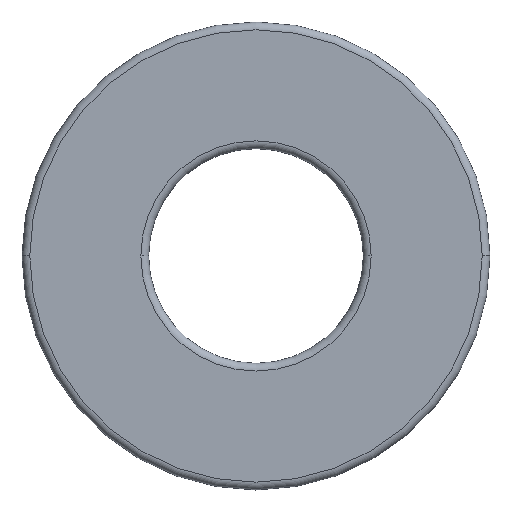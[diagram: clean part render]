
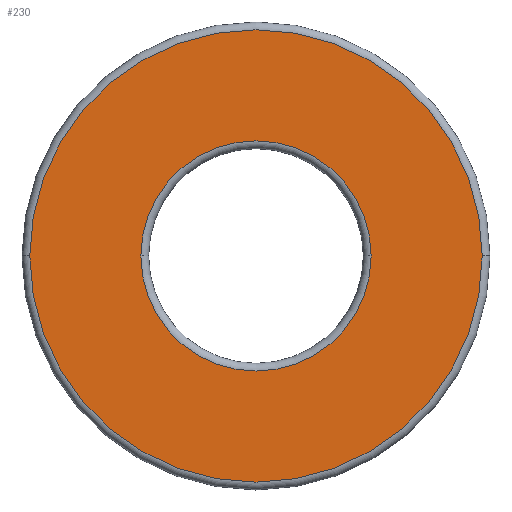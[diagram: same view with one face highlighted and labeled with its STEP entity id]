
A CAD part, top view. The second image highlights one B-rep face of the part: STEP entity #230.
In plain terms, the highlighted planar face has unit normal (0, 0, 1).
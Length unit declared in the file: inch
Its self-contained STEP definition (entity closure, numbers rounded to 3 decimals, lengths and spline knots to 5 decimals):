
#5 = CIRCLE ( 'NONE', #306, 0.3625 ) ;
#7 = EDGE_CURVE ( 'NONE', #300, #227, #5, .T. ) ;
#9 = ORIENTED_EDGE ( 'NONE', *, *, #7, .T. ) ;
#24 = AXIS2_PLACEMENT_3D ( 'NONE', #157, #316, #39 ) ;
#33 = CARTESIAN_POINT ( 'NONE',  ( 0., 0., 0.025 ) ) ;
#34 = DIRECTION ( 'NONE',  ( 1., 0., 0. ) ) ;
#39 = DIRECTION ( 'NONE',  ( 1., 0., 0. ) ) ;
#51 = FACE_BOUND ( 'NONE', #78, .T. ) ;
#75 = EDGE_CURVE ( 'NONE', #111, #304, #250, .T. ) ;
#78 = EDGE_LOOP ( 'NONE', ( #315, #274 ) ) ;
#108 = EDGE_CURVE ( 'NONE', #227, #300, #337, .T. ) ;
#111 = VERTEX_POINT ( 'NONE', #201 ) ;
#115 = CIRCLE ( 'NONE', #172, 0.1845 ) ;
#125 = FACE_OUTER_BOUND ( 'NONE', #245, .T. ) ;
#141 = EDGE_CURVE ( 'NONE', #304, #111, #115, .T. ) ;
#148 = DIRECTION ( 'NONE',  ( 1., 0., 0. ) ) ;
#152 = DIRECTION ( 'NONE',  ( 0., 0., 1. ) ) ;
#157 = CARTESIAN_POINT ( 'NONE',  ( 0., 0., 0.025 ) ) ;
#165 = AXIS2_PLACEMENT_3D ( 'NONE', #33, #231, #258 ) ;
#172 = AXIS2_PLACEMENT_3D ( 'NONE', #259, #202, #34 ) ;
#185 = CARTESIAN_POINT ( 'NONE',  ( 0., 0., 0.025 ) ) ;
#186 = AXIS2_PLACEMENT_3D ( 'NONE', #318, #290, #148 ) ;
#201 = CARTESIAN_POINT ( 'NONE',  ( -0.1845, 0., 0.025 ) ) ;
#202 = DIRECTION ( 'NONE',  ( 0., 0., -1. ) ) ;
#227 = VERTEX_POINT ( 'NONE', #332 ) ;
#230 = ADVANCED_FACE ( 'NONE', ( #125, #51 ), #297, .T. ) ;
#231 = DIRECTION ( 'NONE',  ( 0., 0., 1. ) ) ;
#234 = CARTESIAN_POINT ( 'NONE',  ( 0.1845, 0., 0.025 ) ) ;
#245 = EDGE_LOOP ( 'NONE', ( #9, #308 ) ) ;
#250 = CIRCLE ( 'NONE', #24, 0.1845 ) ;
#258 = DIRECTION ( 'NONE',  ( 1., 0., 0. ) ) ;
#259 = CARTESIAN_POINT ( 'NONE',  ( 0., 0., 0.025 ) ) ;
#268 = DIRECTION ( 'NONE',  ( 1., 0., 0. ) ) ;
#274 = ORIENTED_EDGE ( 'NONE', *, *, #75, .T. ) ;
#290 = DIRECTION ( 'NONE',  ( 0., 0., 1. ) ) ;
#297 = PLANE ( 'NONE',  #186 ) ;
#300 = VERTEX_POINT ( 'NONE', #351 ) ;
#304 = VERTEX_POINT ( 'NONE', #234 ) ;
#306 = AXIS2_PLACEMENT_3D ( 'NONE', #185, #152, #268 ) ;
#308 = ORIENTED_EDGE ( 'NONE', *, *, #108, .T. ) ;
#315 = ORIENTED_EDGE ( 'NONE', *, *, #141, .T. ) ;
#316 = DIRECTION ( 'NONE',  ( 0., 0., -1. ) ) ;
#318 = CARTESIAN_POINT ( 'NONE',  ( 0., 0., 0.025 ) ) ;
#332 = CARTESIAN_POINT ( 'NONE',  ( -0.3625, 0., 0.025 ) ) ;
#337 = CIRCLE ( 'NONE', #165, 0.3625 ) ;
#351 = CARTESIAN_POINT ( 'NONE',  ( 0.3625, 0., 0.025 ) ) ;
